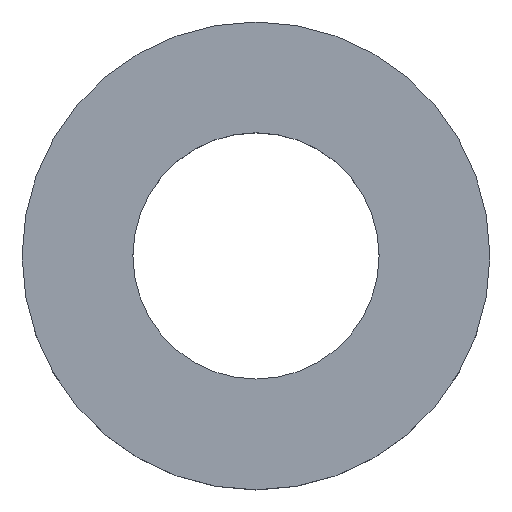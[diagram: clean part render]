
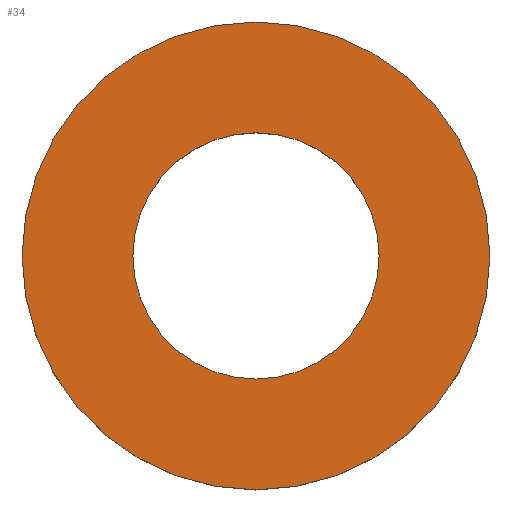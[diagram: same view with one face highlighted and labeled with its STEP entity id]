
A CAD part, top view. The second image highlights one B-rep face of the part: STEP entity #34.
In plain terms, the highlighted planar face has unit normal (0, 0, 1).
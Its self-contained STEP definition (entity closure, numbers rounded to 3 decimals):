
#34=ADVANCED_FACE('',(#65,#66),#67,.T.);
#65=FACE_BOUND('',#88,.T.);
#66=FACE_OUTER_BOUND('',#89,.T.);
#67=PLANE('',#90);
#88=EDGE_LOOP('',(#111));
#89=EDGE_LOOP('',(#112));
#90=AXIS2_PLACEMENT_3D('',#113,#114,#115);
#111=ORIENTED_EDGE('',*,*,#122,.F.);
#112=ORIENTED_EDGE('',*,*,#118,.T.);
#113=CARTESIAN_POINT('',(0.0,0.0,32.0));
#114=DIRECTION('',(0.0,0.0,1.0));
#115=DIRECTION('',(1.0,0.0,0.0));
#118=EDGE_CURVE('',#127,#127,#128,.T.);
#122=EDGE_CURVE('',#133,#133,#134,.T.);
#127=VERTEX_POINT('',#139);
#128=CIRCLE('',#140,95.0);
#133=VERTEX_POINT('',#145);
#134=CIRCLE('',#146,50.0);
#139=CARTESIAN_POINT('',(95.0,0.0,32.0));
#140=AXIS2_PLACEMENT_3D('',#151,#152,#153);
#145=CARTESIAN_POINT('',(50.0,0.0,32.0));
#146=AXIS2_PLACEMENT_3D('',#157,#158,#159);
#151=CARTESIAN_POINT('',(0.0,0.0,32.0));
#152=DIRECTION('',(0.0,0.0,1.0));
#153=DIRECTION('',(1.0,0.0,0.0));
#157=CARTESIAN_POINT('',(0.0,0.0,32.0));
#158=DIRECTION('',(0.0,0.0,1.0));
#159=DIRECTION('',(1.0,0.0,0.0));
